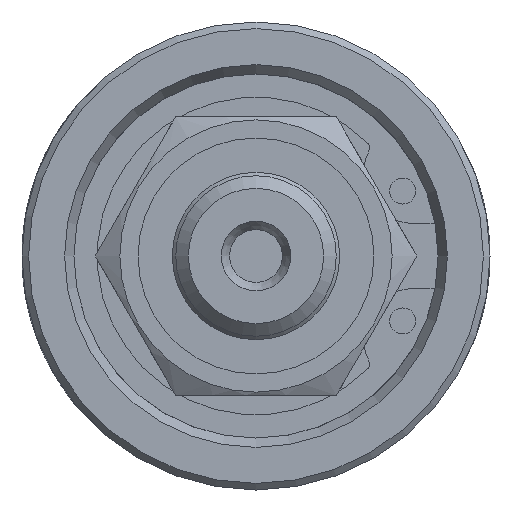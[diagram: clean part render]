
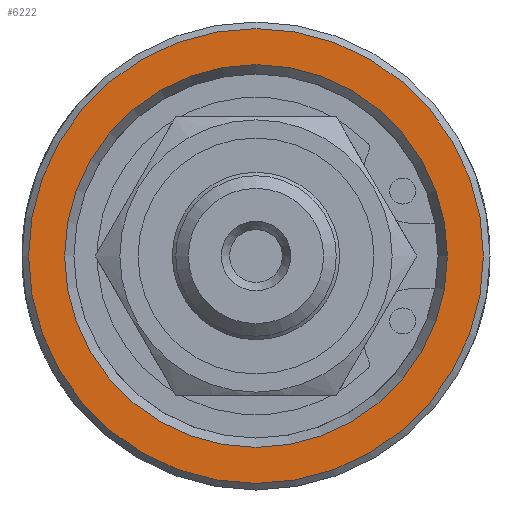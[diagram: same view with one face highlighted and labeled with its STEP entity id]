
A CAD part, left-side view. The second image highlights one B-rep face of the part: STEP entity #6222.
In plain terms, the highlighted planar face has unit normal (-1, 0, 0).
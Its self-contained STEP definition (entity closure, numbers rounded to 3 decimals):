
#69=FACE_BOUND('',#2171,.T.);
#1780=FACE_OUTER_BOUND('',#2170,.T.);
#2170=EDGE_LOOP('',(#5736));
#2171=EDGE_LOOP('',(#5737,#5738));
#2390=CIRCLE('',#6668,13.785);
#2391=CIRCLE('',#6670,11.6);
#2392=CIRCLE('',#6671,11.6);
#3006=VERTEX_POINT('',#51403);
#3007=VERTEX_POINT('',#51407);
#3008=VERTEX_POINT('',#51408);
#3921=EDGE_CURVE('',#3006,#3006,#2390,.T.);
#3922=EDGE_CURVE('',#3007,#3008,#2391,.T.);
#3923=EDGE_CURVE('',#3008,#3007,#2392,.T.);
#5736=ORIENTED_EDGE('',*,*,#3921,.F.);
#5737=ORIENTED_EDGE('',*,*,#3922,.T.);
#5738=ORIENTED_EDGE('',*,*,#3923,.T.);
#5878=PLANE('',#6669);
#6222=ADVANCED_FACE('',(#1780,#69),#5878,.T.);
#6668=AXIS2_PLACEMENT_3D('',#51405,#7870,#7871);
#6669=AXIS2_PLACEMENT_3D('',#51406,#7872,#7873);
#6670=AXIS2_PLACEMENT_3D('',#51409,#7874,#7875);
#6671=AXIS2_PLACEMENT_3D('',#51410,#7876,#7877);
#7870=DIRECTION('center_axis',(1.,0.,0.));
#7871=DIRECTION('ref_axis',(0.,-1.,0.));
#7872=DIRECTION('center_axis',(-1.,0.,0.));
#7873=DIRECTION('ref_axis',(0.,0.,1.));
#7874=DIRECTION('center_axis',(1.,0.,0.));
#7875=DIRECTION('ref_axis',(0.,1.,0.));
#7876=DIRECTION('center_axis',(1.,0.,0.));
#7877=DIRECTION('ref_axis',(0.,1.,0.));
#51403=CARTESIAN_POINT('',(0.,13.785,0.));
#51405=CARTESIAN_POINT('Origin',(0.,0.,0.));
#51406=CARTESIAN_POINT('Origin',(0.,7.093,0.));
#51407=CARTESIAN_POINT('',(0.,11.6,0.));
#51408=CARTESIAN_POINT('',(0.,-11.6,0.));
#51409=CARTESIAN_POINT('Origin',(0.,0.,0.));
#51410=CARTESIAN_POINT('Origin',(0.,0.,0.));
